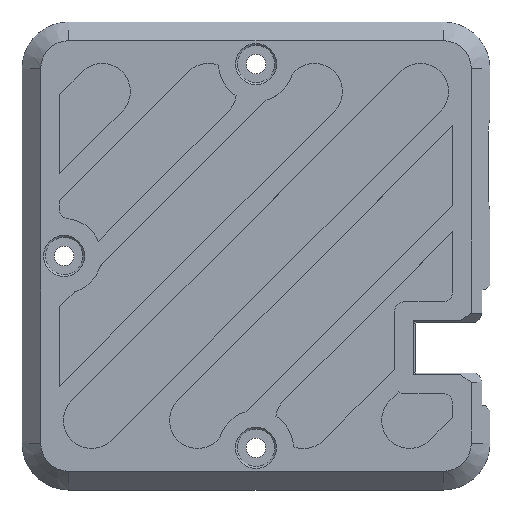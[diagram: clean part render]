
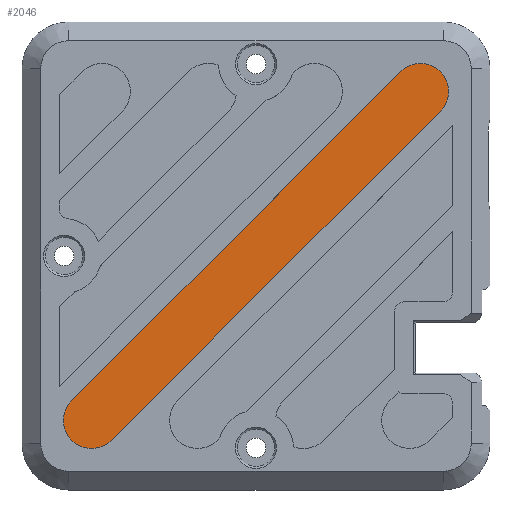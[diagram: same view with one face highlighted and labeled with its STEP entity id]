
A CAD part, top view. The second image highlights one B-rep face of the part: STEP entity #2046.
In plain terms, the highlighted planar face has unit normal (0, 0, 1).
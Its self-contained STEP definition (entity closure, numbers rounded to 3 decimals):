
#72=CIRCLE('',#2201,3.);
#74=CIRCLE('',#2205,3.);
#197=FACE_OUTER_BOUND('',#317,.T.);
#317=EDGE_LOOP('',(#1478,#1479,#1480,#1481));
#475=LINE('',#3116,#688);
#480=LINE('',#3129,#693);
#688=VECTOR('',#2502,10.);
#693=VECTOR('',#2515,10.);
#899=VERTEX_POINT('',#3113);
#900=VERTEX_POINT('',#3115);
#902=VERTEX_POINT('',#3121);
#904=VERTEX_POINT('',#3127);
#1116=EDGE_CURVE('',#900,#899,#475,.T.);
#1120=EDGE_CURVE('',#899,#902,#72,.T.);
#1123=EDGE_CURVE('',#902,#904,#480,.T.);
#1125=EDGE_CURVE('',#904,#900,#74,.T.);
#1478=ORIENTED_EDGE('',*,*,#1116,.T.);
#1479=ORIENTED_EDGE('',*,*,#1120,.T.);
#1480=ORIENTED_EDGE('',*,*,#1123,.T.);
#1481=ORIENTED_EDGE('',*,*,#1125,.T.);
#1960=PLANE('',#2206);
#2046=ADVANCED_FACE('',(#197),#1960,.T.);
#2201=AXIS2_PLACEMENT_3D('',#3123,#2509,#2510);
#2205=AXIS2_PLACEMENT_3D('',#3132,#2520,#2521);
#2206=AXIS2_PLACEMENT_3D('',#3133,#2522,#2523);
#2502=DIRECTION('',(-0.707,-0.707,0.));
#2509=DIRECTION('center_axis',(0.,0.,1.));
#2510=DIRECTION('ref_axis',(-0.707,0.707,0.));
#2515=DIRECTION('',(0.707,0.707,0.));
#2520=DIRECTION('center_axis',(0.,0.,1.));
#2521=DIRECTION('ref_axis',(0.707,-0.707,0.));
#2522=DIRECTION('center_axis',(0.,0.,1.));
#2523=DIRECTION('ref_axis',(-1.,0.,0.));
#3113=CARTESIAN_POINT('',(-50.875,-30.516,-7.514));
#3115=CARTESIAN_POINT('',(-15.728,4.631,-7.514));
#3116=CARTESIAN_POINT('',(-42.088,-21.729,-7.514));
#3121=CARTESIAN_POINT('',(-46.633,-34.758,-7.514));
#3123=CARTESIAN_POINT('Origin',(-48.754,-32.637,-7.514));
#3127=CARTESIAN_POINT('',(-11.485,0.389,-7.514));
#3129=CARTESIAN_POINT('',(-20.272,-8.398,-7.514));
#3132=CARTESIAN_POINT('Origin',(-13.607,2.51,-7.514));
#3133=CARTESIAN_POINT('Origin',(-31.18,-15.063,-7.514));
